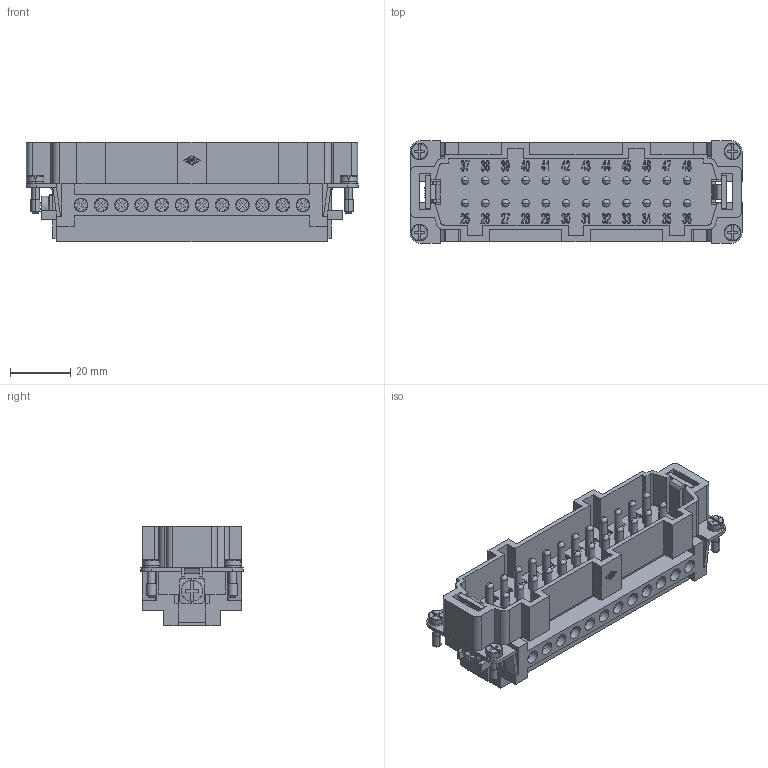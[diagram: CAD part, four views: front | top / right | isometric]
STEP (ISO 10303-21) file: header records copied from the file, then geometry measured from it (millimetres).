
FILE_DESCRIPTION((''),'2;1');
FILE_NAME('CNEM 24 TXN.stp','2006-10-25T14:27:02',('gembarski'),(''),'Autodesk Inventor 7','Autodesk Inventor 7','');
FILE_SCHEMA(('AUTOMOTIVE_DESIGN { 1 0 10303 214 1 1 1 1 }'));
Length unit declared in the file: millimetre
Products named in the file (1): CNEM 24 TXN
Bounding box: 110.3 x 34 x 33 mm (x, y, z)
Volume: 48873.8 mm3; surface area: 38426.6 mm2
Topology: 1 solids, 1 shells, 2897 faces, 7801 edges, 5139 vertices
Faces by surface type: bspline 1366, plane 1269, cylinder 222, sphere 28, torus 8, cone 4
Entity records: 96863 total; most frequent: CARTESIAN_POINT 30752, ORIENTED_EDGE 15510, DIRECTION 10268, EDGE_CURVE 7755, VERTEX_POINT 5139, VECTOR 4994, LINE 4994, EDGE_LOOP 3204
